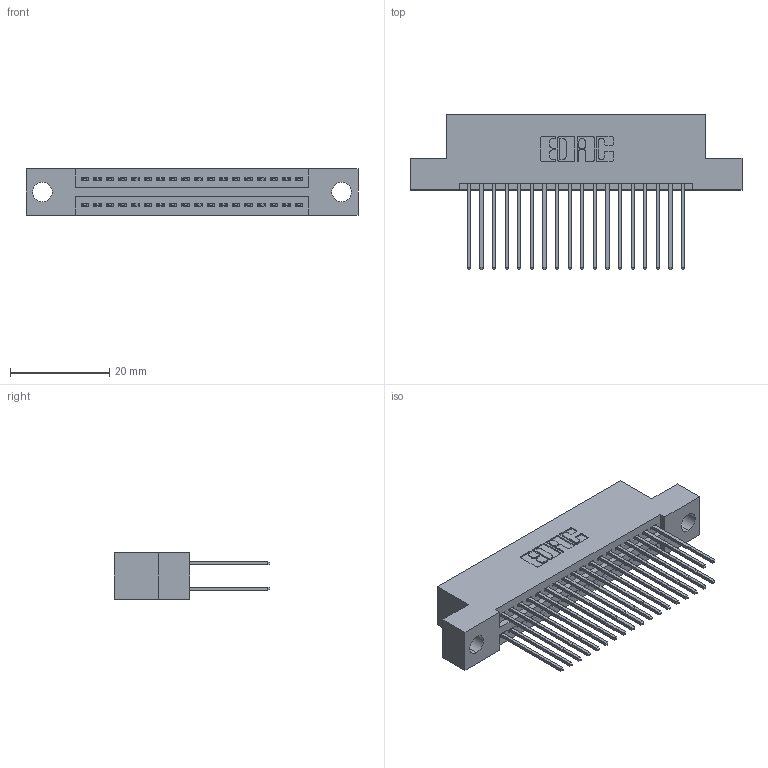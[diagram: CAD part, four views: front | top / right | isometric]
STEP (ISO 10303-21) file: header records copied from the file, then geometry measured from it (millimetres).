
FILE_DESCRIPTION (( 'STEP AP203' ), '1' );
FILE_NAME ('345-036-542-204.STEP', '2021-05-20T00:27:17', ( '' ), ( '' ), 'SwSTEP 2.0', 'SolidWorks 2020', '' );
FILE_SCHEMA (( 'CONFIG_CONTROL_DESIGN' ));
Length unit declared in the file: inch
Products named in the file (3): 345 Part_Flush Mounting Lugs - 0.156 Dia-TI; 345-292-001_345-293-142; 345-036-542-204
Assembly tree (37 placements, depth 2):
  345-036-542-204
    345 Part_Flush Mounting Lugs - 0.156 Dia-TI
    345-292-001_345-293-142  x36
Bounding box: 66.93 x 31.29 x 9.4 mm (x, y, z)
Volume: 6340.6 mm3; surface area: 9543.6 mm2
Topology: 37 solids, 37 shells, 1940 faces, 5741 edges, 3778 vertices
Faces by surface type: plane 1282, cylinder 658
Entity records: 17791 total; most frequent: CARTESIAN_POINT 3010, ORIENTED_EDGE 2942, DIRECTION 2683, EDGE_CURVE 1471, VECTOR 1267, LINE 1267, VERTEX_POINT 978, AXIS2_PLACEMENT_3D 708
